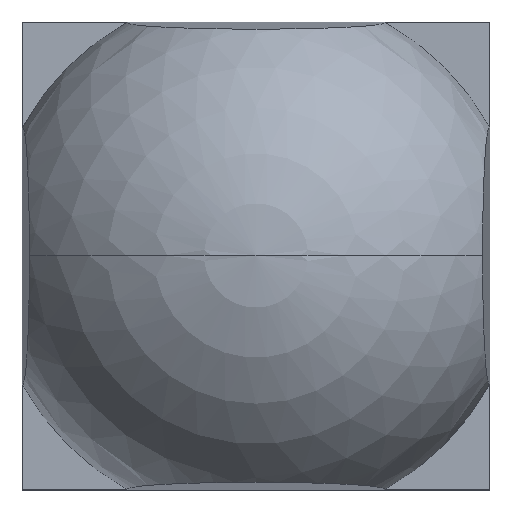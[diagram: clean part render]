
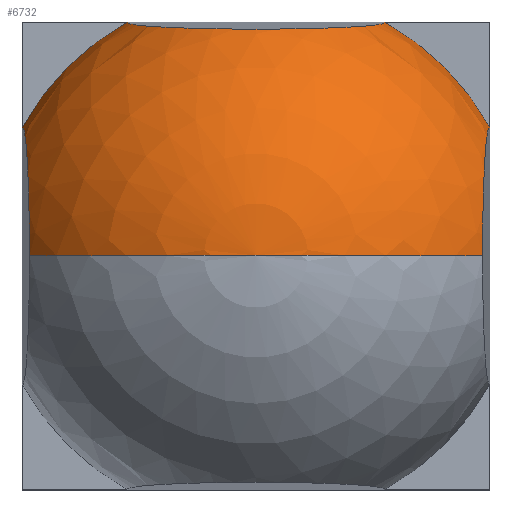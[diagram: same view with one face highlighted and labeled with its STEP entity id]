
A CAD part, top view. The second image highlights one B-rep face of the part: STEP entity #6732.
In plain terms, the highlighted spherical face has radius 2.85 mm.
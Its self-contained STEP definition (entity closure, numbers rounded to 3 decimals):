
#6462=CARTESIAN_POINT('',(2.493,0.131,0.));
#6463=DIRECTION('',(-0.999,-0.052,0.));
#6464=DIRECTION('',(-0.052,0.999,0.));
#6465=AXIS2_PLACEMENT_3D('',#6462,#6463,#6464);
#6467=CARTESIAN_POINT('',(0.,0.,0.));
#6468=DIRECTION('',(0.,0.,1.));
#6469=DIRECTION('',(0.85,0.528,0.));
#6470=AXIS2_PLACEMENT_3D('',#6467,#6468,#6469);
#6472=CARTESIAN_POINT('',(0.,0.,0.));
#6473=DIRECTION('',(0.,0.,-1.));
#6474=DIRECTION('',(-0.85,0.528,0.));
#6475=AXIS2_PLACEMENT_3D('',#6472,#6473,#6474);
#6477=CARTESIAN_POINT('',(-2.493,0.131,0.));
#6478=DIRECTION('',(0.999,-0.052,0.));
#6479=DIRECTION('',(-0.005,-0.095,-0.995));
#6480=AXIS2_PLACEMENT_3D('',#6477,#6478,#6479);
#6482=CARTESIAN_POINT('',(0.,0.,0.));
#6483=DIRECTION('',(0.,-1.,0.));
#6484=DIRECTION('',(-0.877,0.,-0.48));
#6485=AXIS2_PLACEMENT_3D('',#6482,#6483,#6484);
#6487=CARTESIAN_POINT('',(0.,0.131,-2.493));
#6488=DIRECTION('',(0.,-0.052,0.999));
#6489=DIRECTION('',(0.995,-0.095,-0.005));
#6490=AXIS2_PLACEMENT_3D('',#6487,#6488,#6489);
#6492=CARTESIAN_POINT('',(0.,0.,0.));
#6493=DIRECTION('',(0.,-1.,0.));
#6494=DIRECTION('',(0.48,0.,-0.877));
#6495=AXIS2_PLACEMENT_3D('',#6492,#6493,#6494);
#6505=CARTESIAN_POINT('',(2.421,1.503,0.));
#6506=CARTESIAN_POINT('',(0.,2.85,0.));
#6507=VERTEX_POINT('',#6505);
#6508=VERTEX_POINT('',#6506);
#6509=CARTESIAN_POINT('',(-2.421,1.503,0.));
#6510=VERTEX_POINT('',#6509);
#6524=CARTESIAN_POINT('',(-2.5,0.,-1.368));
#6526=VERTEX_POINT('',#6524);
#6527=CARTESIAN_POINT('',(-1.368,0.,-2.5));
#6528=CARTESIAN_POINT('',(1.368,0.,-2.5));
#6529=VERTEX_POINT('',#6527);
#6530=VERTEX_POINT('',#6528);
#6531=CARTESIAN_POINT('',(2.5,0.,-1.368));
#6533=VERTEX_POINT('',#6531);
#6717=CARTESIAN_POINT('',(0.,0.,0.));
#6718=DIRECTION('',(0.,-1.,0.));
#6719=DIRECTION('',(-1.,0.,0.));
#6720=AXIS2_PLACEMENT_3D('',#6717,#6718,#6719);
#6721=SPHERICAL_SURFACE('',#6720,2.85);
#6722=ORIENTED_EDGE('',*,*,#6573,.F.);
#6723=ORIENTED_EDGE('',*,*,#6560,.T.);
#6724=ORIENTED_EDGE('',*,*,#6558,.F.);
#6726=ORIENTED_EDGE('',*,*,#6725,.F.);
#6727=ORIENTED_EDGE('',*,*,#6627,.T.);
#6728=ORIENTED_EDGE('',*,*,#6712,.F.);
#6729=ORIENTED_EDGE('',*,*,#6641,.T.);
#6730=EDGE_LOOP('',(#6722,#6723,#6724,#6726,#6727,#6728,#6729));
#6731=FACE_OUTER_BOUND('',#6730,.F.);
#6732=ADVANCED_FACE('',(#6731),#6721,.T.);
#6466=CIRCLE('',#6465,1.375);
#6471=CIRCLE('',#6470,2.85);
#6476=CIRCLE('',#6475,2.85);
#6481=CIRCLE('',#6480,1.375);
#6486=CIRCLE('',#6485,2.85);
#6491=CIRCLE('',#6490,1.375);
#6496=CIRCLE('',#6495,2.85);
#6558=EDGE_CURVE('',#6510,#6508,#6476,.T.);
#6560=EDGE_CURVE('',#6507,#6508,#6471,.T.);
#6573=EDGE_CURVE('',#6507,#6533,#6466,.T.);
#6627=EDGE_CURVE('',#6526,#6529,#6486,.T.);
#6641=EDGE_CURVE('',#6530,#6533,#6496,.T.);
#6712=EDGE_CURVE('',#6530,#6529,#6491,.T.);
#6725=EDGE_CURVE('',#6526,#6510,#6481,.T.);
